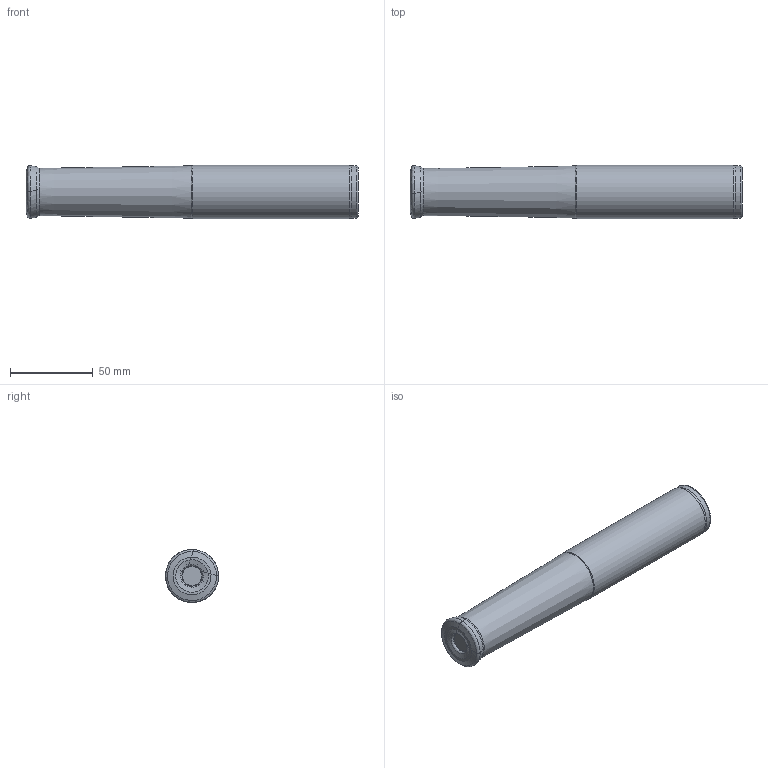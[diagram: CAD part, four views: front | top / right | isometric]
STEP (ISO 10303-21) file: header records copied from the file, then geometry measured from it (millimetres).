
FILE_DESCRIPTION(/* description */ (''),/* implementation_level */ '2;1');
FILE_NAME(/* name */ 'AHFM-WN09T3-D32-W32-L200-Z03-H.stp',/* time_stamp */ '2023-10-31T13:57:04+03:00',/* author */ (''),/* organization */ (''),/* preprocessor_version */ 'ST-DEVELOPER v19.4',/* originating_system */ 'SIEMENS PLM Software NX2306.5001',/* authorisation */ '');
FILE_SCHEMA (('AUTOMOTIVE_DESIGN { 1 0 10303 214 3 1 1 1 }'));
Length unit declared in the file: millimetre
Products named in the file (1): AHFM-WN09T3-D32-W32-L200-Z03-H-LIGHT_x_t_objects
Bounding box: 200 x 32 x 32 mm (x, y, z)
Volume: 154786.1 mm3; surface area: 22952.4 mm2
Topology: 2 solids, 2 shells, 43 faces, 82 edges, 42 vertices
Faces by surface type: bspline 22, torus 6, plane 5, cone 4, revolution 4, cylinder 2
Full cylindrical faces by diameter (mm): 31.5 x1, 32 x1
Entity records: 1272 total; most frequent: CARTESIAN_POINT 490, DIRECTION 154, ORIENTED_EDGE 132, EDGE_CURVE 66, AXIS2_PLACEMENT_3D 66, EDGE_LOOP 60, CIRCLE 48, ADVANCED_FACE 43
